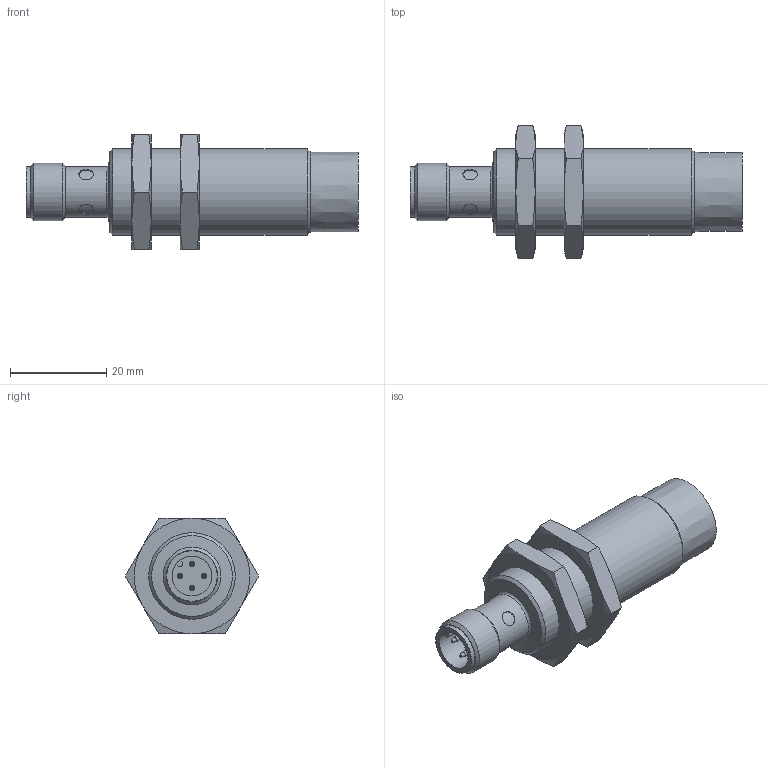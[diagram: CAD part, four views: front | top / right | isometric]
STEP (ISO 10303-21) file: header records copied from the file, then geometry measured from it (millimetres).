
FILE_DESCRIPTION( ( 'STEP AP203' ), '1' );
FILE_NAME( 'SICK IME18-12NPSZC0S-Order no.1040982.stp', '2018-12-20T15:26:28', ( '' ), ( '' ), ' ', 'PARTsolutions', ' ' );
FILE_SCHEMA( ( 'CONFIG_CONTROL_DESIGN' ) );
Length unit declared in the file: millimetre
Products named in the file (3): SICK IME18-12NPSZC0S-Order no.1040982; _SICK IME18-12NPSZC0S-Bestell-Nr.10409822; _SICK Mutter M18x1
Assembly tree (3 placements, depth 2):
  SICK IME18-12NPSZC0S-Order no.1040982
    _SICK IME18-12NPSZC0S-Bestell-Nr.10409822
    _SICK Mutter M18x1  x2
Bounding box: 68.97 x 27.71 x 24 mm (x, y, z)
Volume: 16234.5 mm3; surface area: 6407.4 mm2
Topology: 3 solids, 3 shells, 88 faces, 173 edges, 103 vertices
Faces by surface type: cone 38, plane 29, cylinder 20, torus 1
Full cylindrical faces by diameter (mm): 1 x4, 3 x4, 8.3 x1, 10.5 x2, 12 x1, 15.294 x2, 18 x1
Entity records: 2060 total; most frequent: CARTESIAN_POINT 779, DIRECTION 248, ORIENTED_EDGE 188, AXIS2_PLACEMENT_3D 117, EDGE_LOOP 106, EDGE_CURVE 94, FACE_OUTER_BOUND 80, VERTEX_POINT 72
